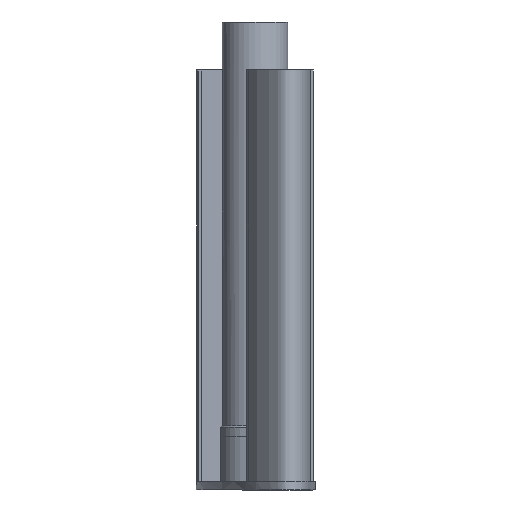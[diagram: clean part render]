
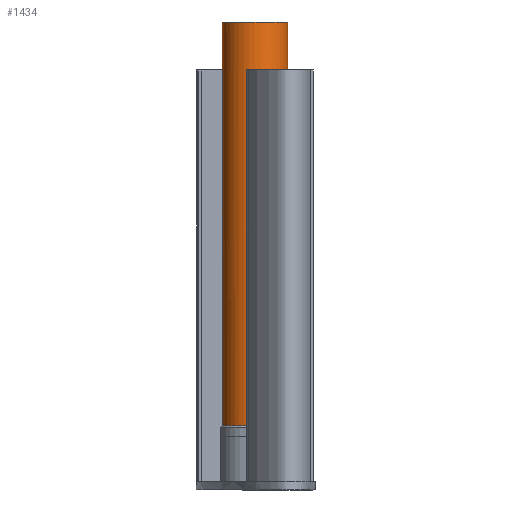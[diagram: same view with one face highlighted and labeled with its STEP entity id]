
A CAD part, left-side view. The second image highlights one B-rep face of the part: STEP entity #1434.
In plain terms, the highlighted cylindrical face has radius 11.75 mm (diameter 23.5 mm), a full revolution.
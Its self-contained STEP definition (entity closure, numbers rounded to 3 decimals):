
#148=CYLINDRICAL_SURFACE('',#1555,11.75);
#172=FACE_OUTER_BOUND('',#254,.T.);
#254=EDGE_LOOP('',(#1103,#1104,#1105,#1106,#1107,#1108,#1109,#1110,#1111,
#1112,#1113,#1114));
#359=LINE('',#2262,#493);
#375=LINE('',#2519,#509);
#378=LINE('',#2526,#512);
#379=LINE('',#2529,#513);
#380=LINE('',#2532,#514);
#493=VECTOR('',#1732,10.);
#509=VECTOR('',#1752,10.);
#512=VECTOR('',#1759,11.75);
#513=VECTOR('',#1762,10.);
#514=VECTOR('',#1765,10.);
#606=CIRCLE('',#1536,11.75);
#607=CIRCLE('',#1537,11.75);
#610=CIRCLE('',#1542,11.75);
#616=CIRCLE('',#1556,11.75);
#617=CIRCLE('',#1557,11.75);
#618=CIRCLE('',#1558,11.75);
#656=VERTEX_POINT('',#2204);
#659=VERTEX_POINT('',#2211);
#660=VERTEX_POINT('',#2215);
#663=VERTEX_POINT('',#2225);
#666=VERTEX_POINT('',#2230);
#676=VERTEX_POINT('',#2260);
#692=VERTEX_POINT('',#2518);
#694=VERTEX_POINT('',#2524);
#695=VERTEX_POINT('',#2528);
#696=VERTEX_POINT('',#2530);
#810=EDGE_CURVE('',#660,#659,#606,.T.);
#811=EDGE_CURVE('',#656,#660,#607,.T.);
#818=EDGE_CURVE('',#663,#666,#610,.T.);
#833=EDGE_CURVE('',#659,#676,#359,.T.);
#851=EDGE_CURVE('',#692,#663,#375,.T.);
#854=EDGE_CURVE('',#694,#694,#616,.T.);
#855=EDGE_CURVE('',#694,#660,#378,.T.);
#856=EDGE_CURVE('',#692,#676,#617,.T.);
#857=EDGE_CURVE('',#666,#695,#379,.T.);
#858=EDGE_CURVE('',#696,#695,#618,.T.);
#859=EDGE_CURVE('',#696,#656,#380,.T.);
#1103=ORIENTED_EDGE('',*,*,#854,.F.);
#1104=ORIENTED_EDGE('',*,*,#855,.T.);
#1105=ORIENTED_EDGE('',*,*,#810,.T.);
#1106=ORIENTED_EDGE('',*,*,#833,.T.);
#1107=ORIENTED_EDGE('',*,*,#856,.F.);
#1108=ORIENTED_EDGE('',*,*,#851,.T.);
#1109=ORIENTED_EDGE('',*,*,#818,.T.);
#1110=ORIENTED_EDGE('',*,*,#857,.T.);
#1111=ORIENTED_EDGE('',*,*,#858,.F.);
#1112=ORIENTED_EDGE('',*,*,#859,.T.);
#1113=ORIENTED_EDGE('',*,*,#811,.T.);
#1114=ORIENTED_EDGE('',*,*,#855,.F.);
#1434=ADVANCED_FACE('',(#172),#148,.T.);
#1536=AXIS2_PLACEMENT_3D('',#2216,#1685,#1686);
#1537=AXIS2_PLACEMENT_3D('',#2217,#1687,#1688);
#1542=AXIS2_PLACEMENT_3D('',#2232,#1701,#1702);
#1555=AXIS2_PLACEMENT_3D('',#2523,#1755,#1756);
#1556=AXIS2_PLACEMENT_3D('',#2525,#1757,#1758);
#1557=AXIS2_PLACEMENT_3D('',#2527,#1760,#1761);
#1558=AXIS2_PLACEMENT_3D('',#2531,#1763,#1764);
#1685=DIRECTION('center_axis',(0.,0.,1.));
#1686=DIRECTION('ref_axis',(1.,0.,0.));
#1687=DIRECTION('center_axis',(0.,0.,1.));
#1688=DIRECTION('ref_axis',(1.,0.,0.));
#1701=DIRECTION('center_axis',(0.,0.,1.));
#1702=DIRECTION('ref_axis',(1.,0.,0.));
#1732=DIRECTION('',(0.,0.,1.));
#1752=DIRECTION('',(0.,0.,-1.));
#1755=DIRECTION('center_axis',(0.,0.,1.));
#1756=DIRECTION('ref_axis',(1.,0.,0.));
#1757=DIRECTION('center_axis',(0.,0.,1.));
#1758=DIRECTION('ref_axis',(-1.,0.,0.));
#1759=DIRECTION('',(0.,0.,-1.));
#1760=DIRECTION('center_axis',(0.,0.,-1.));
#1761=DIRECTION('ref_axis',(-1.,0.,0.));
#1762=DIRECTION('',(0.,0.,1.));
#1763=DIRECTION('center_axis',(0.,0.,-1.));
#1764=DIRECTION('ref_axis',(-1.,0.,0.));
#1765=DIRECTION('',(0.,0.,-1.));
#2204=CARTESIAN_POINT('',(97.451,21.877,26.));
#2211=CARTESIAN_POINT('',(97.462,-1.532,26.));
#2215=CARTESIAN_POINT('',(86.739,10.173,26.));
#2216=CARTESIAN_POINT('Origin',(98.489,10.173,26.));
#2217=CARTESIAN_POINT('Origin',(98.489,10.173,26.));
#2225=CARTESIAN_POINT('',(98.448,-1.577,26.));
#2230=CARTESIAN_POINT('',(98.489,21.923,26.));
#2232=CARTESIAN_POINT('Origin',(98.489,10.173,26.));
#2260=CARTESIAN_POINT('',(97.462,-1.532,153.));
#2262=CARTESIAN_POINT('',(97.462,-1.532,2.));
#2518=CARTESIAN_POINT('',(98.448,-1.577,153.));
#2519=CARTESIAN_POINT('',(98.448,-1.577,2.));
#2523=CARTESIAN_POINT('Origin',(98.489,10.173,2.));
#2524=CARTESIAN_POINT('',(86.739,10.173,170.));
#2525=CARTESIAN_POINT('Origin',(98.489,10.173,170.));
#2526=CARTESIAN_POINT('',(86.739,10.173,2.));
#2527=CARTESIAN_POINT('Origin',(98.489,10.173,153.));
#2528=CARTESIAN_POINT('',(98.489,21.923,153.));
#2529=CARTESIAN_POINT('',(98.489,21.923,2.));
#2530=CARTESIAN_POINT('',(97.451,21.877,153.));
#2531=CARTESIAN_POINT('Origin',(98.489,10.173,153.));
#2532=CARTESIAN_POINT('',(97.451,21.877,2.));
